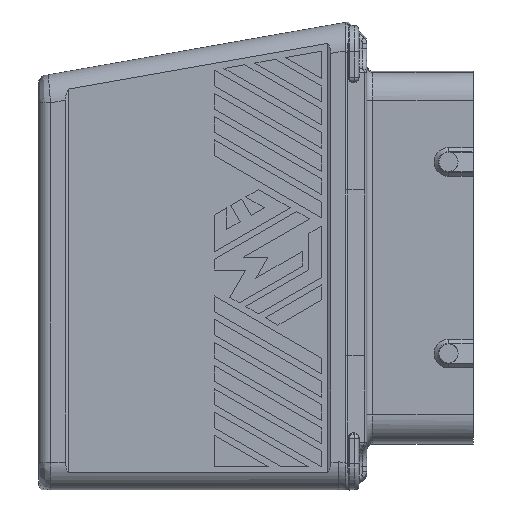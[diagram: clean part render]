
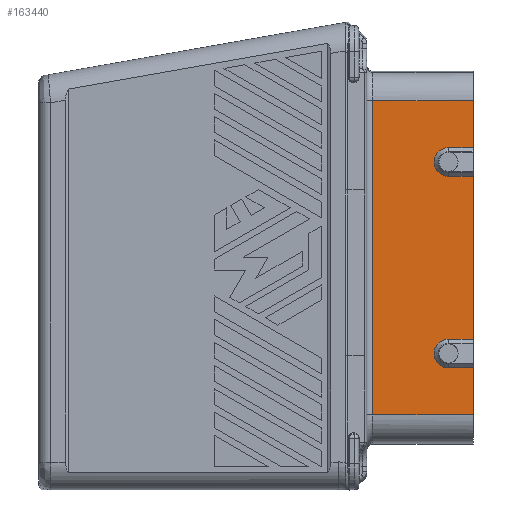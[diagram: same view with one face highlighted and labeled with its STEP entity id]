
A CAD part, left-side view. The second image highlights one B-rep face of the part: STEP entity #163440.
In plain terms, the highlighted planar face has unit normal (-1, 0, 0).
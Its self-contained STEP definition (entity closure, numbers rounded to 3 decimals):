
#162390=CARTESIAN_POINT('',(25.125,19.151,
-59.201));
#162400=DIRECTION('',(-1.,0.,0.));
#162410=DIRECTION('',(0.,1.,0.));
#162420=AXIS2_PLACEMENT_3D('',#162390,#162400,#162410);
#162430=PLANE('',#162420);
#162440=CARTESIAN_POINT('',(25.125,45.537,
22.164));
#162450=DIRECTION('',(0.,-1.,0.));
#162460=VECTOR('',#162450,1.);
#162470=LINE('',#162440,#162460);
#162480=CARTESIAN_POINT('',(25.125,45.037,
22.164));
#162490=VERTEX_POINT('',#162480);
#162500=CARTESIAN_POINT('',(25.125,19.783,
22.164));
#162510=VERTEX_POINT('',#162500);
#162520=EDGE_CURVE('',#162490,#162510,#162470,.T.);
#162530=ORIENTED_EDGE('',*,*,#162520,.F.);
#162540=CARTESIAN_POINT('',(25.125,19.783,
-26.49));
#162550=DIRECTION('',(0.,0.,1.));
#162560=VECTOR('',#162550,1.);
#162570=LINE('',#162540,#162560);
#162580=CARTESIAN_POINT('',(25.125,19.783,
10.4));
#162590=VERTEX_POINT('',#162580);
#162600=EDGE_CURVE('',#162590,#162510,#162570,.T.);
#162610=ORIENTED_EDGE('',*,*,#162600,.T.);
#162620=CARTESIAN_POINT('',(25.125,0.,
10.4));
#162630=DIRECTION('',(-0.,-1.,0.));
#162640=VECTOR('',#162630,1.);
#162650=LINE('',#162620,#162640);
#162660=CARTESIAN_POINT('',(25.125,26.037,
10.4));
#162670=VERTEX_POINT('',#162660);
#162680=EDGE_CURVE('',#162670,#162590,#162650,.T.);
#162690=ORIENTED_EDGE('',*,*,#162680,.T.);
#162700=CARTESIAN_POINT('',(25.125,26.037,
6.8));
#162710=DIRECTION('',(1.,0.,0.));
#162720=DIRECTION('',(0.,0.,-1.));
#162730=AXIS2_PLACEMENT_3D('',#162700,#162710,#162720);
#162740=CIRCLE('',#162730,3.6);
#162750=CARTESIAN_POINT('',(25.125,26.037,
3.2));
#162760=VERTEX_POINT('',#162750);
#162770=EDGE_CURVE('',#162760,#162670,#162740,.T.);
#162780=ORIENTED_EDGE('',*,*,#162770,.T.);
#162790=CARTESIAN_POINT('',(25.125,0.,
3.2));
#162800=DIRECTION('',(-0.,1.,0.));
#162810=VECTOR('',#162800,1.);
#162820=LINE('',#162790,#162810);
#162830=CARTESIAN_POINT('',(25.125,19.783,
3.2));
#162840=VERTEX_POINT('',#162830);
#162850=EDGE_CURVE('',#162840,#162760,#162820,.T.);
#162860=ORIENTED_EDGE('',*,*,#162850,.T.);
#162870=CARTESIAN_POINT('',(25.125,19.783,0.));
#162880=DIRECTION('',(0.,0.,1.));
#162890=VECTOR('',#162880,1.);
#162900=LINE('',#162870,#162890);
#162910=CARTESIAN_POINT('',(25.125,19.783,
-37.598));
#162920=VERTEX_POINT('',#162910);
#162930=EDGE_CURVE('',#162920,#162840,#162900,.T.);
#162940=ORIENTED_EDGE('',*,*,#162930,.T.);
#162950=CARTESIAN_POINT('',(25.125,0.,-37.598));
#162960=DIRECTION('',(-0.,-1.,0.));
#162970=VECTOR('',#162960,1.);
#162980=LINE('',#162950,#162970);
#162990=CARTESIAN_POINT('',(25.125,26.037,
-37.598));
#163000=VERTEX_POINT('',#162990);
#163010=EDGE_CURVE('',#163000,#162920,#162980,.T.);
#163020=ORIENTED_EDGE('',*,*,#163010,.T.);
#163030=CARTESIAN_POINT('',(25.125,26.037,
-41.198));
#163040=DIRECTION('',(1.,0.,0.));
#163050=DIRECTION('',(0.,0.,-1.));
#163060=AXIS2_PLACEMENT_3D('',#163030,#163040,#163050);
#163070=CIRCLE('',#163060,3.6);
#163080=CARTESIAN_POINT('',(25.125,26.037,
-44.798));
#163090=VERTEX_POINT('',#163080);
#163100=EDGE_CURVE('',#163090,#163000,#163070,.T.);
#163110=ORIENTED_EDGE('',*,*,#163100,.T.);
#163120=CARTESIAN_POINT('',(25.125,0.,-44.798));
#163130=DIRECTION('',(-0.,1.,0.));
#163140=VECTOR('',#163130,1.);
#163150=LINE('',#163120,#163140);
#163160=CARTESIAN_POINT('',(25.125,19.783,
-44.798));
#163170=VERTEX_POINT('',#163160);
#163180=EDGE_CURVE('',#163170,#163090,#163150,.T.);
#163190=ORIENTED_EDGE('',*,*,#163180,.T.);
#163200=CARTESIAN_POINT('',(25.125,19.783,0.));
#163210=DIRECTION('',(0.,0.,1.));
#163220=VECTOR('',#163210,1.);
#163230=LINE('',#163200,#163220);
#163240=CARTESIAN_POINT('',(25.125,19.783,
-56.571));
#163250=VERTEX_POINT('',#163240);
#163260=EDGE_CURVE('',#163250,#163170,#163230,.T.);
#163270=ORIENTED_EDGE('',*,*,#163260,.T.);
#163280=CARTESIAN_POINT('',(25.125,19.281,
-56.571));
#163290=DIRECTION('',(0.,1.,0.));
#163300=VECTOR('',#163290,1.);
#163310=LINE('',#163280,#163300);
#163320=CARTESIAN_POINT('',(25.125,45.037,
-56.571));
#163330=VERTEX_POINT('',#163320);
#163340=EDGE_CURVE('',#163250,#163330,#163310,.T.);
#163350=ORIENTED_EDGE('',*,*,#163340,.F.);
#163360=CARTESIAN_POINT('',(25.125,45.037,
-57.071));
#163370=DIRECTION('',(0.,0.,1.));
#163380=VECTOR('',#163370,1.);
#163390=LINE('',#163360,#163380);
#163400=EDGE_CURVE('',#163330,#162490,#163390,.T.);
#163410=ORIENTED_EDGE('',*,*,#163400,.F.);
#163420=EDGE_LOOP('',(#163410,#163350,#163270,#163190,#163110,#163020,
#162940,#162860,#162780,#162690,#162610,#162530));
#163430=FACE_OUTER_BOUND('',#163420,.T.);
#163440=ADVANCED_FACE('',(#163430),#162430,.T.);
